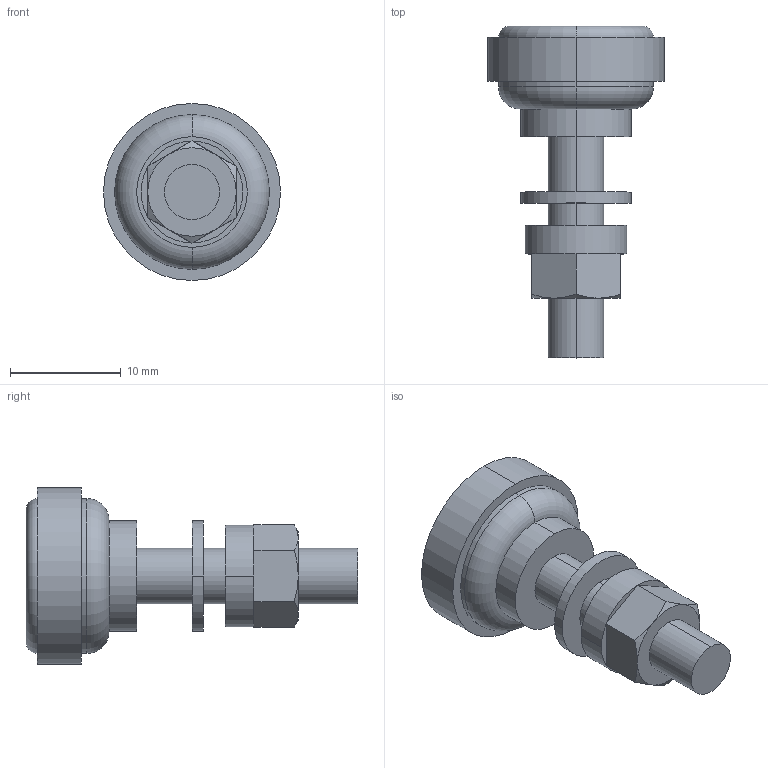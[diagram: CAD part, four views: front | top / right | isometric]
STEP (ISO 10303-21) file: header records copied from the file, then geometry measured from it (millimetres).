
FILE_DESCRIPTION (( 'STEP AP203' ), '1' );
FILE_NAME ('sone3D.STEP', '2013-05-27T10:50:29', ( '' ), ( '' ), 'SwSTEP 2.0', 'SolidWorks 2012', '' );
FILE_SCHEMA (( 'CONFIG_CONTROL_DESIGN' ));
Length unit declared in the file: millimetre
Products named in the file (5): バネ座金__バネ座金M5_; AP-40本体__A-40-3本体_; 榋妏僫僢僩_榋妏僫僢僩M5_; sone3D; AP-40儚僢僔儍乕__A-1040-3儚僢僔儍乕_
Assembly tree (4 placements, depth 2):
  sone3D
    AP-40本体__A-40-3本体_
    AP-40儚僢僔儍乕__A-1040-3儚僢僔儍乕_
    バネ座金__バネ座金M5_
    榋妏僫僢僩_榋妏僫僢僩M5_
Bounding box: 16 x 30 x 16 mm (x, y, z)
Volume: 2204.7 mm3; surface area: 1700.8 mm2
Topology: 4 solids, 4 shells, 45 faces, 92 edges, 58 vertices
Faces by surface type: cylinder 18, plane 17, cone 6, torus 4
Entity records: 1759 total; most frequent: CARTESIAN_POINT 254, DIRECTION 234, ORIENTED_EDGE 184, AXIS2_PLACEMENT_3D 102, EDGE_CURVE 92, VERTEX_POINT 58, EDGE_LOOP 54, CIRCLE 50
